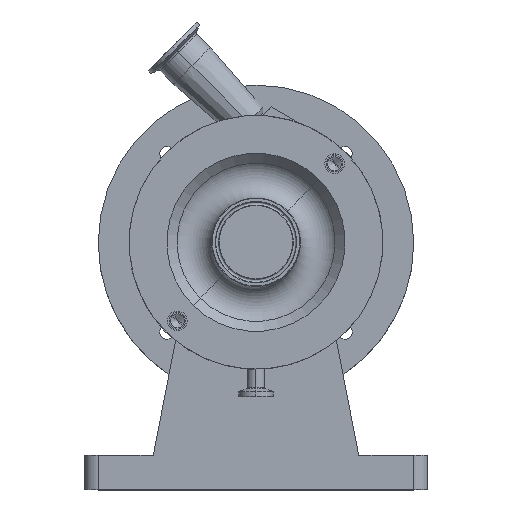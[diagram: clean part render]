
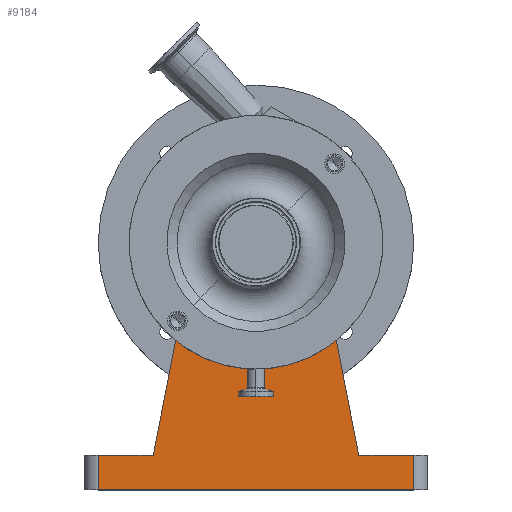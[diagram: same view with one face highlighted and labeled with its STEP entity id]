
A CAD part, top view. The second image highlights one B-rep face of the part: STEP entity #9184.
In plain terms, the highlighted planar face has unit normal (0, 0, 1).
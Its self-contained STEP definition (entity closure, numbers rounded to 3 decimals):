
#933 = DIRECTION ( 'NONE',  ( 0., -1., 0. ) ) ;
#934 = VECTOR ( 'NONE', #933, 1000. ) ;
#944 = CARTESIAN_POINT ( 'NONE',  ( -115., -180., 125. ) ) ;
#946 = CARTESIAN_POINT ( 'NONE',  ( -115., -155., 125. ) ) ;
#947 = LINE ( 'NONE', #946, #934 ) ;
#957 = DIRECTION ( 'NONE',  ( 1., 0., 0. ) ) ;
#958 = VECTOR ( 'NONE', #957, 1000. ) ;
#959 = CARTESIAN_POINT ( 'NONE',  ( 125., -180., 125. ) ) ;
#960 = LINE ( 'NONE', #959, #958 ) ;
#972 = CARTESIAN_POINT ( 'NONE',  ( 115., -155., 125. ) ) ;
#996 = DIRECTION ( 'NONE',  ( 0., 1., 0. ) ) ;
#997 = VECTOR ( 'NONE', #996, 1000. ) ;
#998 = CARTESIAN_POINT ( 'NONE',  ( 115., -155., 125. ) ) ;
#1007 = LINE ( 'NONE', #998, #997 ) ;
#1044 = CARTESIAN_POINT ( 'NONE',  ( 115., -180., 125. ) ) ;
#1054 = CARTESIAN_POINT ( 'NONE',  ( -115., -155., 125. ) ) ;
#1669 = EDGE_CURVE ( 'NONE', #1750, #1688, #947, .T. ) ;
#1684 = VERTEX_POINT ( 'NONE', #972 ) ;
#1688 = VERTEX_POINT ( 'NONE', #944 ) ;
#1692 = EDGE_CURVE ( 'NONE', #1688, #1743, #960, .T. ) ;
#1707 = EDGE_CURVE ( 'NONE', #1743, #1684, #1007, .T. ) ;
#1743 = VERTEX_POINT ( 'NONE', #1044 ) ;
#1750 = VERTEX_POINT ( 'NONE', #1054 ) ;
#3759 = AXIS2_PLACEMENT_3D ( 'NONE', #3803, #3791, #3790 ) ;
#3774 = CARTESIAN_POINT ( 'NONE',  ( 47.697, -15., 125. ) ) ;
#3790 = DIRECTION ( 'NONE',  ( 1., 0., 0. ) ) ;
#3791 = DIRECTION ( 'NONE',  ( 0., 0., -1. ) ) ;
#3803 = CARTESIAN_POINT ( 'NONE',  ( 0., 0., 125. ) ) ;
#3804 = CARTESIAN_POINT ( 'NONE',  ( -47.697, -15., 125. ) ) ;
#3805 = CIRCLE ( 'NONE', #3759, 50. ) ;
#6055 = VECTOR ( 'NONE', #6101, 1000. ) ;
#6091 = CARTESIAN_POINT ( 'NONE',  ( 125., -155., 125. ) ) ;
#6101 = DIRECTION ( 'NONE',  ( 1., 0., 0. ) ) ;
#6202 = LINE ( 'NONE', #6254, #6253 ) ;
#6252 = DIRECTION ( 'NONE',  ( 1., 0., 0. ) ) ;
#6253 = VECTOR ( 'NONE', #6252, 1000. ) ;
#6254 = CARTESIAN_POINT ( 'NONE',  ( 125., -155., 125. ) ) ;
#6597 = CARTESIAN_POINT ( 'NONE',  ( -74.91, -155., 125. ) ) ;
#6849 = LINE ( 'NONE', #6091, #6055 ) ;
#6872 = CARTESIAN_POINT ( 'NONE',  ( 74.91, -155., 125. ) ) ;
#6897 = DIRECTION ( 'NONE',  ( -0.191, -0.982, 0. ) ) ;
#6898 = VECTOR ( 'NONE', #6897, 1000. ) ;
#6906 = DIRECTION ( 'NONE',  ( -1., 0., 0. ) ) ;
#6914 = AXIS2_PLACEMENT_3D ( 'NONE', #6921, #6920, #6906 ) ;
#6915 = PLANE ( 'NONE',  #6914 ) ;
#6920 = DIRECTION ( 'NONE',  ( 0., 0., -1. ) ) ;
#6921 = CARTESIAN_POINT ( 'NONE',  ( 125., -155., 125. ) ) ;
#6922 = CARTESIAN_POINT ( 'NONE',  ( -47.697, -15., 125. ) ) ;
#6923 = FACE_OUTER_BOUND ( 'NONE', #9190, .T. ) ;
#6925 = LINE ( 'NONE', #6922, #6898 ) ;
#6954 = DIRECTION ( 'NONE',  ( -0.191, 0.982, 0. ) ) ;
#6955 = VECTOR ( 'NONE', #6954, 1000. ) ;
#6956 = CARTESIAN_POINT ( 'NONE',  ( 74.91, -155., 125. ) ) ;
#6957 = LINE ( 'NONE', #6956, #6955 ) ;
#7221 = VERTEX_POINT ( 'NONE', #3774 ) ;
#7239 = VERTEX_POINT ( 'NONE', #3804 ) ;
#7242 = EDGE_CURVE ( 'NONE', #7221, #7239, #3805, .T. ) ;
#8855 = EDGE_CURVE ( 'NONE', #1750, #9155, #6202, .T. ) ;
#9136 = VERTEX_POINT ( 'NONE', #6872 ) ;
#9149 = EDGE_CURVE ( 'NONE', #9136, #1684, #6849, .T. ) ;
#9155 = VERTEX_POINT ( 'NONE', #6597 ) ;
#9178 = ORIENTED_EDGE ( 'NONE', *, *, #1692, .T. ) ;
#9184 = ADVANCED_FACE ( 'NONE', ( #6923 ), #6915, .F. ) ;
#9186 = ORIENTED_EDGE ( 'NONE', *, *, #1707, .T. ) ;
#9187 = ORIENTED_EDGE ( 'NONE', *, *, #1669, .T. ) ;
#9188 = ORIENTED_EDGE ( 'NONE', *, *, #8855, .F. ) ;
#9190 = EDGE_LOOP ( 'NONE', ( #9188, #9187, #9178, #9186, #9207, #9196, #9192, #9198 ) ) ;
#9192 = ORIENTED_EDGE ( 'NONE', *, *, #7242, .T. ) ;
#9193 = EDGE_CURVE ( 'NONE', #7239, #9155, #6925, .T. ) ;
#9194 = EDGE_CURVE ( 'NONE', #9136, #7221, #6957, .T. ) ;
#9196 = ORIENTED_EDGE ( 'NONE', *, *, #9194, .T. ) ;
#9198 = ORIENTED_EDGE ( 'NONE', *, *, #9193, .T. ) ;
#9207 = ORIENTED_EDGE ( 'NONE', *, *, #9149, .F. ) ;
